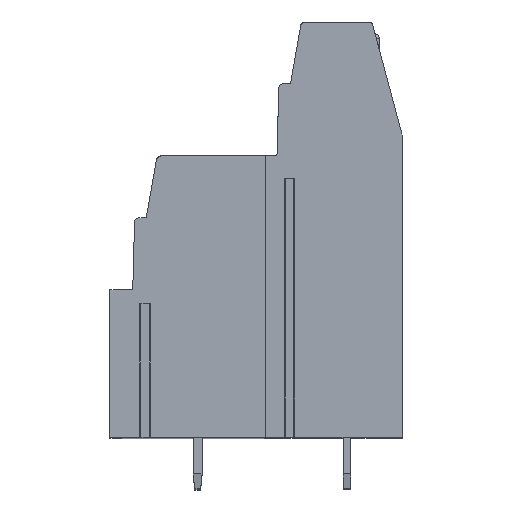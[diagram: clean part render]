
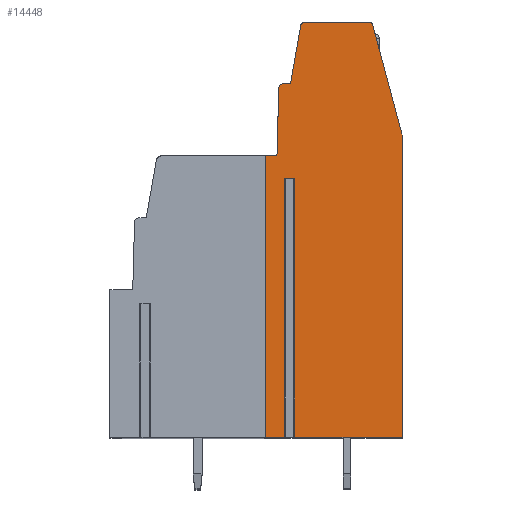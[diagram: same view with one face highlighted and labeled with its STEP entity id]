
A CAD part, top view. The second image highlights one B-rep face of the part: STEP entity #14448.
In plain terms, the highlighted planar face has unit normal (0, 0, 1).
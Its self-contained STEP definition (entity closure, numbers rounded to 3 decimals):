
#13=DIRECTION('',(-1.,0.,0.));
#14=VECTOR('',#13,0.743);
#15=CARTESIAN_POINT('',(1.908,2.65,53.34));
#16=LINE('',#15,#14);
#17=DIRECTION('',(0.,-1.,0.));
#18=VECTOR('',#17,17.55);
#19=CARTESIAN_POINT('',(1.165,2.65,53.34));
#20=LINE('',#19,#18);
#21=DIRECTION('',(1.,0.,0.));
#22=VECTOR('',#21,1.228);
#23=CARTESIAN_POINT('',(-0.063,-14.9,53.34));
#24=LINE('',#23,#22);
#25=DIRECTION('',(-1.,0.,0.));
#26=VECTOR('',#25,0.75);
#27=CARTESIAN_POINT('',(0.687,4.2,53.34));
#28=LINE('',#27,#26);
#29=DIRECTION('',(-0.026,-1.,0.));
#30=VECTOR('',#29,4.609);
#31=CARTESIAN_POINT('',(0.808,8.808,53.34));
#32=LINE('',#31,#30);
#33=CARTESIAN_POINT('',(1.108,8.8,53.34));
#34=DIRECTION('',(0.,0.,1.));
#35=DIRECTION('',(0.,1.,0.));
#36=AXIS2_PLACEMENT_3D('',#33,#34,#35);
#38=DIRECTION('',(-1.,0.,0.));
#39=VECTOR('',#38,0.497);
#40=CARTESIAN_POINT('',(1.605,9.1,53.34));
#41=LINE('',#40,#39);
#42=DIRECTION('',(-0.174,-0.985,0.));
#43=VECTOR('',#42,4.013);
#44=CARTESIAN_POINT('',(2.301,13.052,53.34));
#45=LINE('',#44,#43);
#46=CARTESIAN_POINT('',(2.597,13.,53.34));
#47=DIRECTION('',(0.,0.,1.));
#48=DIRECTION('',(0.,1.,0.));
#49=AXIS2_PLACEMENT_3D('',#46,#47,#48);
#51=DIRECTION('',(-1.,0.,0.));
#52=VECTOR('',#51,4.31);
#53=CARTESIAN_POINT('',(6.907,13.3,53.34));
#54=LINE('',#53,#52);
#55=CARTESIAN_POINT('',(6.907,13.,53.34));
#56=DIRECTION('',(0.,0.,1.));
#57=DIRECTION('',(0.966,0.259,0.));
#58=AXIS2_PLACEMENT_3D('',#55,#56,#57);
#60=CARTESIAN_POINT('',(8.187,5.518,53.34));
#61=DIRECTION('',(0.,0.,1.));
#62=DIRECTION('',(1.,0.,0.));
#63=AXIS2_PLACEMENT_3D('',#60,#61,#62);
#65=DIRECTION('',(0.,1.,0.));
#66=VECTOR('',#65,20.418);
#67=CARTESIAN_POINT('',(9.187,-14.9,53.34));
#68=LINE('',#67,#66);
#69=DIRECTION('',(1.,0.,0.));
#70=VECTOR('',#69,7.279);
#71=CARTESIAN_POINT('',(1.908,-14.9,53.34));
#72=LINE('',#71,#70);
#73=DIRECTION('',(0.,-1.,0.));
#74=VECTOR('',#73,17.55);
#75=CARTESIAN_POINT('',(1.908,2.65,53.34));
#76=LINE('',#75,#74);
#2347=DIRECTION('',(-0.259,0.966,0.));
#2348=VECTOR('',#2347,7.558);
#2349=CARTESIAN_POINT('',(9.153,5.777,53.34));
#2350=LINE('',#2349,#2348);
#6058=DIRECTION('',(0.,-1.,0.));
#6059=VECTOR('',#6058,19.1);
#6060=CARTESIAN_POINT('',(-0.063,4.2,53.34));
#6061=LINE('',#6060,#6059);
#11370=CARTESIAN_POINT('',(9.187,-14.9,53.34));
#11371=CARTESIAN_POINT('',(9.187,5.518,53.34));
#11372=VERTEX_POINT('',#11370);
#11373=VERTEX_POINT('',#11371);
#11374=CARTESIAN_POINT('',(9.153,5.777,53.34));
#11375=VERTEX_POINT('',#11374);
#11376=CARTESIAN_POINT('',(7.197,13.078,53.34));
#11377=CARTESIAN_POINT('',(6.907,13.3,53.34));
#11378=VERTEX_POINT('',#11376);
#11379=VERTEX_POINT('',#11377);
#11380=CARTESIAN_POINT('',(2.597,13.3,53.34));
#11381=VERTEX_POINT('',#11380);
#11382=CARTESIAN_POINT('',(2.301,13.052,53.34));
#11383=VERTEX_POINT('',#11382);
#11384=CARTESIAN_POINT('',(1.605,9.1,53.34));
#11385=VERTEX_POINT('',#11384);
#11386=CARTESIAN_POINT('',(1.108,9.1,53.34));
#11387=VERTEX_POINT('',#11386);
#11388=CARTESIAN_POINT('',(0.808,8.808,53.34));
#11389=VERTEX_POINT('',#11388);
#11390=CARTESIAN_POINT('',(0.687,4.2,53.34));
#11391=VERTEX_POINT('',#11390);
#11434=CARTESIAN_POINT('',(-0.063,-14.9,53.34));
#11436=VERTEX_POINT('',#11434);
#11442=CARTESIAN_POINT('',(-0.063,4.2,53.34));
#11443=VERTEX_POINT('',#11442);
#11518=CARTESIAN_POINT('',(1.908,2.65,53.34));
#11519=CARTESIAN_POINT('',(1.165,2.65,53.34));
#11520=VERTEX_POINT('',#11518);
#11521=VERTEX_POINT('',#11519);
#11522=CARTESIAN_POINT('',(1.908,-14.9,53.34));
#11523=VERTEX_POINT('',#11522);
#11524=CARTESIAN_POINT('',(1.165,-14.9,53.34));
#11525=VERTEX_POINT('',#11524);
#14407=CARTESIAN_POINT('',(0.,0.,53.34));
#14408=DIRECTION('',(0.,0.,1.));
#14409=DIRECTION('',(1.,0.,0.));
#14410=AXIS2_PLACEMENT_3D('',#14407,#14408,#14409);
#14411=PLANE('',#14410);
#14413=ORIENTED_EDGE('',*,*,#14412,.T.);
#14415=ORIENTED_EDGE('',*,*,#14414,.T.);
#14417=ORIENTED_EDGE('',*,*,#14416,.F.);
#14419=ORIENTED_EDGE('',*,*,#14418,.F.);
#14421=ORIENTED_EDGE('',*,*,#14420,.F.);
#14423=ORIENTED_EDGE('',*,*,#14422,.F.);
#14425=ORIENTED_EDGE('',*,*,#14424,.F.);
#14427=ORIENTED_EDGE('',*,*,#14426,.F.);
#14429=ORIENTED_EDGE('',*,*,#14428,.F.);
#14431=ORIENTED_EDGE('',*,*,#14430,.F.);
#14433=ORIENTED_EDGE('',*,*,#14432,.F.);
#14435=ORIENTED_EDGE('',*,*,#14434,.F.);
#14437=ORIENTED_EDGE('',*,*,#14436,.F.);
#14439=ORIENTED_EDGE('',*,*,#14438,.F.);
#14441=ORIENTED_EDGE('',*,*,#14440,.F.);
#14443=ORIENTED_EDGE('',*,*,#14442,.F.);
#14445=ORIENTED_EDGE('',*,*,#14444,.F.);
#14446=EDGE_LOOP('',(#14413,#14415,#14417,#14419,#14421,#14423,#14425,#14427,
#14429,#14431,#14433,#14435,#14437,#14439,#14441,#14443,#14445));
#14447=FACE_OUTER_BOUND('',#14446,.F.);
#37=CIRCLE('',#36,0.3);
#50=CIRCLE('',#49,0.3);
#59=CIRCLE('',#58,0.3);
#64=CIRCLE('',#63,1.);
#14412=EDGE_CURVE('',#11520,#11521,#16,.T.);
#14414=EDGE_CURVE('',#11521,#11525,#20,.T.);
#14416=EDGE_CURVE('',#11436,#11525,#24,.T.);
#14418=EDGE_CURVE('',#11443,#11436,#6061,.T.);
#14420=EDGE_CURVE('',#11391,#11443,#28,.T.);
#14422=EDGE_CURVE('',#11389,#11391,#32,.T.);
#14424=EDGE_CURVE('',#11387,#11389,#37,.T.);
#14426=EDGE_CURVE('',#11385,#11387,#41,.T.);
#14428=EDGE_CURVE('',#11383,#11385,#45,.T.);
#14430=EDGE_CURVE('',#11381,#11383,#50,.T.);
#14432=EDGE_CURVE('',#11379,#11381,#54,.T.);
#14434=EDGE_CURVE('',#11378,#11379,#59,.T.);
#14436=EDGE_CURVE('',#11375,#11378,#2350,.T.);
#14438=EDGE_CURVE('',#11373,#11375,#64,.T.);
#14440=EDGE_CURVE('',#11372,#11373,#68,.T.);
#14442=EDGE_CURVE('',#11523,#11372,#72,.T.);
#14444=EDGE_CURVE('',#11520,#11523,#76,.T.);
#14448=ADVANCED_FACE('',(#14447),#14411,.T.);
